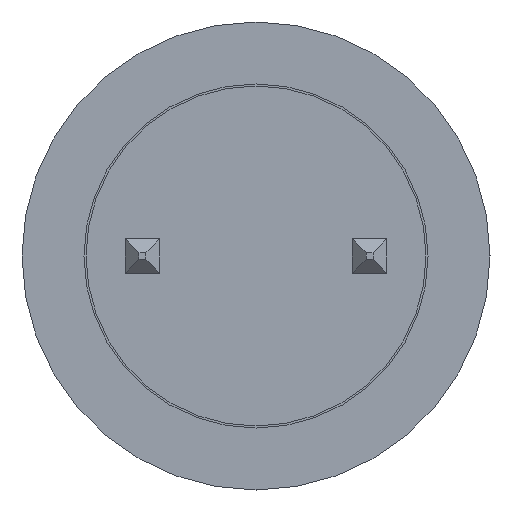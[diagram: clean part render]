
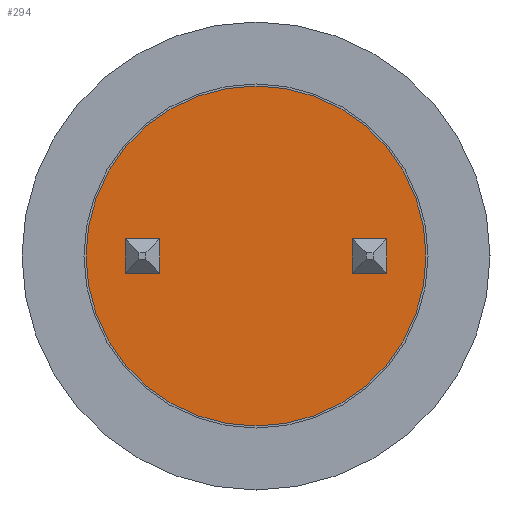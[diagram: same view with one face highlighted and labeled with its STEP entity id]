
A CAD part, front view. The second image highlights one B-rep face of the part: STEP entity #294.
In plain terms, the highlighted planar face has unit normal (0, -1, 0).
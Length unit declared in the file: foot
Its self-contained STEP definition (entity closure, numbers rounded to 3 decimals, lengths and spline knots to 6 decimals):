
#24 = CIRCLE ( 'NONE', #6255, 0.010292 ) ;
#202 = VECTOR ( 'NONE', #3691, 3.28084 ) ;
#232 = EDGE_CURVE ( 'NONE', #3024, #4582, #1030, .T. ) ;
#255 = VERTEX_POINT ( 'NONE', #905 ) ;
#294 = ADVANCED_FACE ( 'NONE', ( #3324, #3499, #697 ), #5154, .F. ) ;
#345 = LINE ( 'NONE', #5555, #1727 ) ;
#377 = EDGE_CURVE ( 'NONE', #4151, #4870, #2162, .T. ) ;
#390 = DIRECTION ( 'NONE',  ( 0., 1., 0. ) ) ;
#616 = CARTESIAN_POINT ( 'NONE',  ( 0.007917, 0., 0. ) ) ;
#654 = DIRECTION ( 'NONE',  ( 1., 0., 0. ) ) ;
#685 = LINE ( 'NONE', #3143, #202 ) ;
#697 = FACE_BOUND ( 'NONE', #5855, .T. ) ;
#746 = CARTESIAN_POINT ( 'NONE',  ( -0.007917, 0., 0.001042 ) ) ;
#811 = DIRECTION ( 'NONE',  ( 0., 0., -1. ) ) ;
#905 = CARTESIAN_POINT ( 'NONE',  ( -0.005833, 0., 0.001042 ) ) ;
#1030 = CIRCLE ( 'NONE', #4825, 0.010292 ) ;
#1076 = ORIENTED_EDGE ( 'NONE', *, *, #232, .F. ) ;
#1105 = VERTEX_POINT ( 'NONE', #5266 ) ;
#1117 = CARTESIAN_POINT ( 'NONE',  ( 0.007917, 0., -0.001042 ) ) ;
#1134 = CARTESIAN_POINT ( 'NONE',  ( 0.005833, 0., 0. ) ) ;
#1147 = EDGE_CURVE ( 'NONE', #1105, #2975, #6423, .T. ) ;
#1158 = EDGE_CURVE ( 'NONE', #2305, #1105, #3661, .T. ) ;
#1160 = AXIS2_PLACEMENT_3D ( 'NONE', #1482, #5184, #2003 ) ;
#1164 = DIRECTION ( 'NONE',  ( 0., 0., -1. ) ) ;
#1482 = CARTESIAN_POINT ( 'NONE',  ( 0., 0., 0. ) ) ;
#1586 = CARTESIAN_POINT ( 'NONE',  ( 0.007917, 0., 0.001042 ) ) ;
#1727 = VECTOR ( 'NONE', #1882, 3.28084 ) ;
#1768 = EDGE_CURVE ( 'NONE', #4582, #3024, #24, .T. ) ;
#1829 = ORIENTED_EDGE ( 'NONE', *, *, #1768, .F. ) ;
#1858 = VERTEX_POINT ( 'NONE', #1586 ) ;
#1882 = DIRECTION ( 'NONE',  ( -1., 0., 0. ) ) ;
#2003 = DIRECTION ( 'NONE',  ( 0., 0., 1. ) ) ;
#2085 = DIRECTION ( 'NONE',  ( -1., 0., 0. ) ) ;
#2162 = LINE ( 'NONE', #1134, #4981 ) ;
#2235 = VECTOR ( 'NONE', #811, 3.28084 ) ;
#2302 = CARTESIAN_POINT ( 'NONE',  ( 0.005833, 0., -0.001042 ) ) ;
#2305 = VERTEX_POINT ( 'NONE', #746 ) ;
#2350 = VECTOR ( 'NONE', #3102, 3.28084 ) ;
#2376 = CARTESIAN_POINT ( 'NONE',  ( 0., 0., 0.010292 ) ) ;
#2426 = DIRECTION ( 'NONE',  ( 0., 0., 1. ) ) ;
#2433 = LINE ( 'NONE', #616, #5083 ) ;
#2516 = CARTESIAN_POINT ( 'NONE',  ( -0.007917, 0., 0. ) ) ;
#2617 = CARTESIAN_POINT ( 'NONE',  ( 0., 0., -0.001042 ) ) ;
#2635 = EDGE_CURVE ( 'NONE', #255, #2305, #345, .T. ) ;
#2736 = ORIENTED_EDGE ( 'NONE', *, *, #5557, .T. ) ;
#2839 = ORIENTED_EDGE ( 'NONE', *, *, #6777, .T. ) ;
#2917 = ORIENTED_EDGE ( 'NONE', *, *, #4812, .T. ) ;
#2961 = VERTEX_POINT ( 'NONE', #1117 ) ;
#2975 = VERTEX_POINT ( 'NONE', #3208 ) ;
#3024 = VERTEX_POINT ( 'NONE', #4358 ) ;
#3068 = VECTOR ( 'NONE', #654, 3.28084 ) ;
#3102 = DIRECTION ( 'NONE',  ( 0., 0., 1. ) ) ;
#3143 = CARTESIAN_POINT ( 'NONE',  ( 0., 0., 0.001042 ) ) ;
#3208 = CARTESIAN_POINT ( 'NONE',  ( -0.005833, 0., -0.001042 ) ) ;
#3219 = CARTESIAN_POINT ( 'NONE',  ( 0.005833, 0., 0.001042 ) ) ;
#3324 = FACE_BOUND ( 'NONE', #5818, .T. ) ;
#3427 = LINE ( 'NONE', #6232, #2350 ) ;
#3499 = FACE_OUTER_BOUND ( 'NONE', #4451, .T. ) ;
#3540 = CARTESIAN_POINT ( 'NONE',  ( 0., 0., 0. ) ) ;
#3661 = LINE ( 'NONE', #2516, #2235 ) ;
#3691 = DIRECTION ( 'NONE',  ( 1., 0., 0. ) ) ;
#3770 = DIRECTION ( 'NONE',  ( 0., 0., 1. ) ) ;
#3946 = LINE ( 'NONE', #2617, #5004 ) ;
#4081 = DIRECTION ( 'NONE',  ( 0., 0., 1. ) ) ;
#4151 = VERTEX_POINT ( 'NONE', #2302 ) ;
#4358 = CARTESIAN_POINT ( 'NONE',  ( 0., 0., -0.010292 ) ) ;
#4405 = ORIENTED_EDGE ( 'NONE', *, *, #1147, .F. ) ;
#4451 = EDGE_LOOP ( 'NONE', ( #1076, #1829 ) ) ;
#4582 = VERTEX_POINT ( 'NONE', #2376 ) ;
#4646 = CARTESIAN_POINT ( 'NONE',  ( 0., 0., 0. ) ) ;
#4804 = ORIENTED_EDGE ( 'NONE', *, *, #377, .T. ) ;
#4812 = EDGE_CURVE ( 'NONE', #2961, #4151, #3946, .T. ) ;
#4825 = AXIS2_PLACEMENT_3D ( 'NONE', #3540, #390, #4081 ) ;
#4870 = VERTEX_POINT ( 'NONE', #3219 ) ;
#4940 = ORIENTED_EDGE ( 'NONE', *, *, #2635, .F. ) ;
#4981 = VECTOR ( 'NONE', #3770, 3.28084 ) ;
#5004 = VECTOR ( 'NONE', #2085, 3.28084 ) ;
#5083 = VECTOR ( 'NONE', #1164, 3.28084 ) ;
#5154 = PLANE ( 'NONE',  #1160 ) ;
#5184 = DIRECTION ( 'NONE',  ( 0., 1., 0. ) ) ;
#5266 = CARTESIAN_POINT ( 'NONE',  ( -0.007917, 0., -0.001042 ) ) ;
#5347 = ORIENTED_EDGE ( 'NONE', *, *, #5369, .F. ) ;
#5365 = DIRECTION ( 'NONE',  ( 0., 1., 0. ) ) ;
#5369 = EDGE_CURVE ( 'NONE', #2975, #255, #3427, .T. ) ;
#5555 = CARTESIAN_POINT ( 'NONE',  ( 0., 0., 0.001042 ) ) ;
#5557 = EDGE_CURVE ( 'NONE', #1858, #2961, #2433, .T. ) ;
#5818 = EDGE_LOOP ( 'NONE', ( #2917, #4804, #2839, #2736 ) ) ;
#5855 = EDGE_LOOP ( 'NONE', ( #5347, #4405, #6637, #4940 ) ) ;
#6232 = CARTESIAN_POINT ( 'NONE',  ( -0.005833, 0., 0. ) ) ;
#6255 = AXIS2_PLACEMENT_3D ( 'NONE', #4646, #5365, #2426 ) ;
#6423 = LINE ( 'NONE', #6739, #3068 ) ;
#6637 = ORIENTED_EDGE ( 'NONE', *, *, #1158, .F. ) ;
#6739 = CARTESIAN_POINT ( 'NONE',  ( 0., 0., -0.001042 ) ) ;
#6777 = EDGE_CURVE ( 'NONE', #4870, #1858, #685, .T. ) ;
